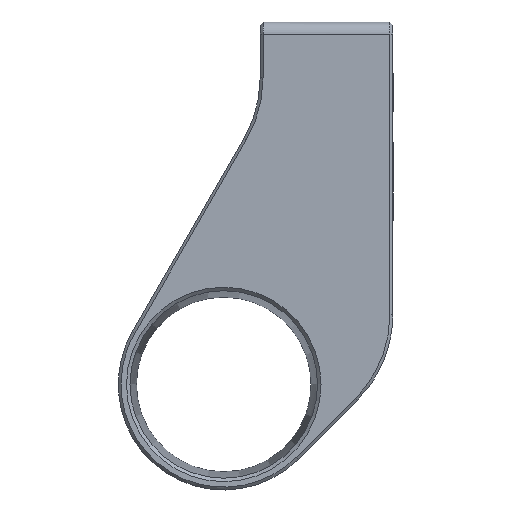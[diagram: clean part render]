
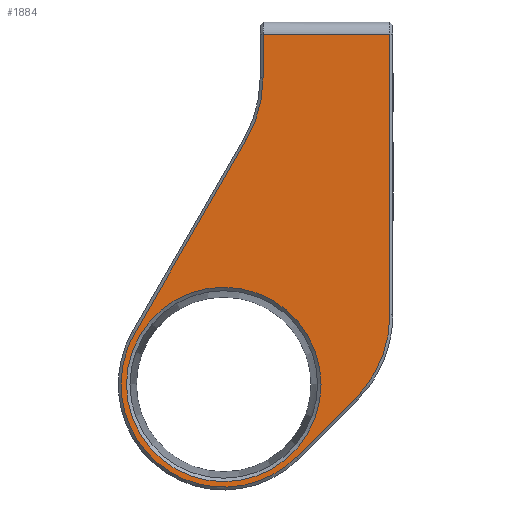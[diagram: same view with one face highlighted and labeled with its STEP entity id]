
A CAD part, front view. The second image highlights one B-rep face of the part: STEP entity #1884.
In plain terms, the highlighted planar face has unit normal (0, -1, 0).
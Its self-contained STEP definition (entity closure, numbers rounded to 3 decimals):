
#86=FACE_BOUND('',#335,.T.);
#90=B_SPLINE_CURVE_WITH_KNOTS('',3,(#2495,#2496,#2497,#2498),
 .UNSPECIFIED.,.F.,.F.,(4,4),(-1.047,-0.001),
 .UNSPECIFIED.);
#91=B_SPLINE_CURVE_WITH_KNOTS('',3,(#2500,#2501,#2502,#2503),
 .UNSPECIFIED.,.F.,.F.,(4,4),(-1.048,-1.047),
 .UNSPECIFIED.);
#92=B_SPLINE_CURVE_WITH_KNOTS('',3,(#2505,#2506,#2507,#2508,#2509,#2510),
 .UNSPECIFIED.,.F.,.F.,(4,2,4),(-0.369,-0.368,-0.047),
 .UNSPECIFIED.);
#93=B_SPLINE_CURVE_WITH_KNOTS('',3,(#2512,#2513,#2514,#2515,#2516,#2517,
#2518,#2519,#2520,#2521,#2522,#2523),.UNSPECIFIED.,.F.,.F.,(4,2,1,1,1,1,
2,4),(-0.808,-0.805,-0.722,-0.64,
-0.557,-0.475,-0.392,-0.369),
 .UNSPECIFIED.);
#94=B_SPLINE_CURVE_WITH_KNOTS('',3,(#2525,#2526,#2527,#2528),
 .UNSPECIFIED.,.F.,.F.,(4,4),(-0.928,-0.808),
 .UNSPECIFIED.);
#95=B_SPLINE_CURVE_WITH_KNOTS('',3,(#2530,#2531,#2532,#2533),
 .UNSPECIFIED.,.F.,.F.,(4,4),(-0.928,-0.928),
 .UNSPECIFIED.);
#96=B_SPLINE_CURVE_WITH_KNOTS('',3,(#2535,#2536,#2537,#2538,#2539),
 .UNSPECIFIED.,.F.,.F.,(4,1,4),(-1.574,-0.675,0.),
 .UNSPECIFIED.);
#97=B_SPLINE_CURVE_WITH_KNOTS('',3,(#2541,#2542,#2543,#2544),
 .UNSPECIFIED.,.F.,.F.,(4,4),(4.846,4.847),
 .UNSPECIFIED.);
#197=CIRCLE('',#2023,16.1);
#222=FACE_OUTER_BOUND('',#334,.T.);
#334=EDGE_LOOP('',(#1321,#1322,#1323,#1324,#1325,#1326,#1327,#1328,#1329,
#1330,#1331));
#335=EDGE_LOOP('',(#1332));
#474=LINE('',#2493,#648);
#475=LINE('',#2546,#649);
#476=LINE('',#2547,#650);
#648=VECTOR('',#2168,10.);
#649=VECTOR('',#2169,10.);
#650=VECTOR('',#2170,10.);
#809=VERTEX_POINT('',#2480);
#812=VERTEX_POINT('',#2491);
#813=VERTEX_POINT('',#2492);
#814=VERTEX_POINT('',#2494);
#815=VERTEX_POINT('',#2499);
#816=VERTEX_POINT('',#2504);
#817=VERTEX_POINT('',#2511);
#818=VERTEX_POINT('',#2524);
#819=VERTEX_POINT('',#2529);
#820=VERTEX_POINT('',#2534);
#821=VERTEX_POINT('',#2540);
#822=VERTEX_POINT('',#2545);
#1000=EDGE_CURVE('',#809,#809,#197,.T.);
#1005=EDGE_CURVE('',#812,#813,#474,.T.);
#1006=EDGE_CURVE('',#814,#812,#90,.T.);
#1007=EDGE_CURVE('',#815,#814,#91,.T.);
#1008=EDGE_CURVE('',#816,#815,#92,.T.);
#1009=EDGE_CURVE('',#817,#816,#93,.T.);
#1010=EDGE_CURVE('',#818,#817,#94,.T.);
#1011=EDGE_CURVE('',#819,#818,#95,.T.);
#1012=EDGE_CURVE('',#820,#819,#96,.T.);
#1013=EDGE_CURVE('',#821,#820,#97,.T.);
#1014=EDGE_CURVE('',#822,#821,#475,.T.);
#1015=EDGE_CURVE('',#822,#813,#476,.T.);
#1321=ORIENTED_EDGE('',*,*,#1005,.F.);
#1322=ORIENTED_EDGE('',*,*,#1006,.F.);
#1323=ORIENTED_EDGE('',*,*,#1007,.F.);
#1324=ORIENTED_EDGE('',*,*,#1008,.F.);
#1325=ORIENTED_EDGE('',*,*,#1009,.F.);
#1326=ORIENTED_EDGE('',*,*,#1010,.F.);
#1327=ORIENTED_EDGE('',*,*,#1011,.F.);
#1328=ORIENTED_EDGE('',*,*,#1012,.F.);
#1329=ORIENTED_EDGE('',*,*,#1013,.F.);
#1330=ORIENTED_EDGE('',*,*,#1014,.F.);
#1331=ORIENTED_EDGE('',*,*,#1015,.T.);
#1332=ORIENTED_EDGE('',*,*,#1000,.F.);
#1832=PLANE('',#2028);
#1884=ADVANCED_FACE('',(#222,#86),#1832,.T.);
#2023=AXIS2_PLACEMENT_3D('',#2482,#2155,#2156);
#2028=AXIS2_PLACEMENT_3D('',#2490,#2166,#2167);
#2155=DIRECTION('center_axis',(0.,-1.,0.));
#2156=DIRECTION('ref_axis',(-1.,0.,0.));
#2166=DIRECTION('center_axis',(0.,-1.,0.));
#2167=DIRECTION('ref_axis',(0.,0.,-1.));
#2168=DIRECTION('',(0.,0.,1.));
#2169=DIRECTION('',(0.,0.,-1.));
#2170=DIRECTION('',(-1.,0.,0.));
#2480=CARTESIAN_POINT('',(16.1,0.,0.));
#2482=CARTESIAN_POINT('Origin',(0.,0.,0.));
#2490=CARTESIAN_POINT('Origin',(10.249,0.,22.414));
#2491=CARTESIAN_POINT('',(6.5,0.,50.739));
#2492=CARTESIAN_POINT('',(6.5,0.,58.));
#2493=CARTESIAN_POINT('',(6.5,0.,41.207));
#2494=CARTESIAN_POINT('',(3.76,0.,40.512));
#2495=CARTESIAN_POINT('Ctrl Pts',(3.76,0.,
40.512));
#2496=CARTESIAN_POINT('Ctrl Pts',(5.546,0.,
43.609));
#2497=CARTESIAN_POINT('Ctrl Pts',(6.499,0.,
47.164));
#2498=CARTESIAN_POINT('Ctrl Pts',(6.5,0.,
50.739));
#2499=CARTESIAN_POINT('',(3.757,0.,40.507));
#2500=CARTESIAN_POINT('Ctrl Pts',(3.757,0.,40.507));
#2501=CARTESIAN_POINT('Ctrl Pts',(3.758,0.,40.508));
#2502=CARTESIAN_POINT('Ctrl Pts',(3.759,0.,40.51));
#2503=CARTESIAN_POINT('Ctrl Pts',(3.76,0.,40.512));
#2504=CARTESIAN_POINT('',(-14.722,0.,8.5));
#2505=CARTESIAN_POINT('Ctrl Pts',(-14.722,0.,8.5));
#2506=CARTESIAN_POINT('Ctrl Pts',(-14.717,0.,8.509));
#2507=CARTESIAN_POINT('Ctrl Pts',(-14.711,0.,8.519));
#2508=CARTESIAN_POINT('Ctrl Pts',(-8.552,0.,19.188));
#2509=CARTESIAN_POINT('Ctrl Pts',(-2.398,0.,29.847));
#2510=CARTESIAN_POINT('Ctrl Pts',(3.757,0.,40.507));
#2511=CARTESIAN_POINT('',(12.021,0.,-12.021));
#2512=CARTESIAN_POINT('Ctrl Pts',(12.021,0.,-12.021));
#2513=CARTESIAN_POINT('Ctrl Pts',(11.945,0.,-12.097));
#2514=CARTESIAN_POINT('Ctrl Pts',(11.868,0.,-12.172));
#2515=CARTESIAN_POINT('Ctrl Pts',(9.583,0.,-14.374));
#2516=CARTESIAN_POINT('Ctrl Pts',(3.992,0.,-17.4));
#2517=CARTESIAN_POINT('Ctrl Pts',(-5.538,0.,-16.969));
#2518=CARTESIAN_POINT('Ctrl Pts',(-13.485,0.,-11.698));
#2519=CARTESIAN_POINT('Ctrl Pts',(-17.582,0.,-3.083));
#2520=CARTESIAN_POINT('Ctrl Pts',(-16.969,0.,3.244));
#2521=CARTESIAN_POINT('Ctrl Pts',(-15.548,0.,6.931));
#2522=CARTESIAN_POINT('Ctrl Pts',(-15.165,0.,7.733));
#2523=CARTESIAN_POINT('Ctrl Pts',(-14.722,0.,8.5));
#2524=CARTESIAN_POINT('',(21.788,0.,-2.253));
#2525=CARTESIAN_POINT('Ctrl Pts',(21.788,0.,-2.253));
#2526=CARTESIAN_POINT('Ctrl Pts',(18.532,0.,-5.509));
#2527=CARTESIAN_POINT('Ctrl Pts',(15.277,0.,-8.765));
#2528=CARTESIAN_POINT('Ctrl Pts',(12.021,0.,-12.021));
#2529=CARTESIAN_POINT('',(21.795,0.,-2.246));
#2530=CARTESIAN_POINT('Ctrl Pts',(21.795,0.,-2.246));
#2531=CARTESIAN_POINT('Ctrl Pts',(21.793,0.,-2.249));
#2532=CARTESIAN_POINT('Ctrl Pts',(21.791,0.,-2.251));
#2533=CARTESIAN_POINT('Ctrl Pts',(21.788,0.,-2.253));
#2534=CARTESIAN_POINT('',(27.5,0.,11.526));
#2535=CARTESIAN_POINT('Ctrl Pts',(27.5,0.,11.526));
#2536=CARTESIAN_POINT('Ctrl Pts',(27.5,0.,8.603));
#2537=CARTESIAN_POINT('Ctrl Pts',(26.333,0.,3.517));
#2538=CARTESIAN_POINT('Ctrl Pts',(23.345,0.,-0.696));
#2539=CARTESIAN_POINT('Ctrl Pts',(21.795,0.,-2.246));
#2540=CARTESIAN_POINT('',(27.5,0.,11.536));
#2541=CARTESIAN_POINT('Ctrl Pts',(27.5,0.,11.536));
#2542=CARTESIAN_POINT('Ctrl Pts',(27.5,0.,11.533));
#2543=CARTESIAN_POINT('Ctrl Pts',(27.5,0.,11.529));
#2544=CARTESIAN_POINT('Ctrl Pts',(27.5,0.,11.526));
#2545=CARTESIAN_POINT('',(27.5,0.,58.));
#2546=CARTESIAN_POINT('',(27.5,0.,12.833));
#2547=CARTESIAN_POINT('',(19.124,0.,58.));
